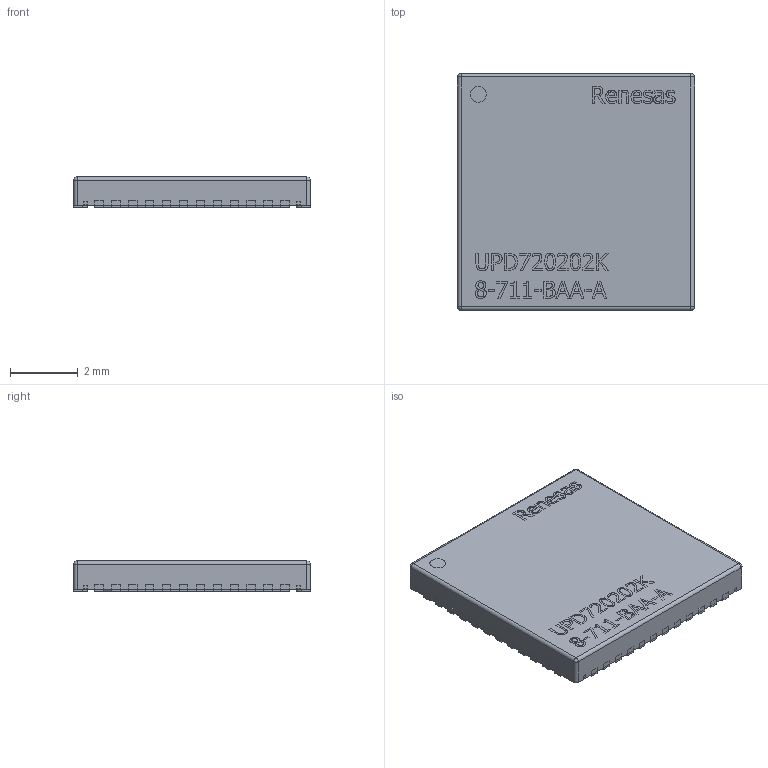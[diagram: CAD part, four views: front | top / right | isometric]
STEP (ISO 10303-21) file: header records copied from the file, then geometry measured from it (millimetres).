
FILE_DESCRIPTION( ( '' ), ' ' );
FILE_NAME( '5bf2dd0939738a14d82acbb1.step', '2018-11-19T15:55:54', ( '' ), ( '' ), ' ', ' ', ' ' );
FILE_SCHEMA( ( 'AUTOMOTIVE_DESIGN { 1 0 10303 214 1 1 1 1 }' ) );
Length unit declared in the file: metre
Products named in the file (82): Open CASCADE STEP translator 6.8 3; Open CASCADE STEP translator 6.8 2; Open CASCADE STEP translator 6.8 1
Bounding box: 7.02 x 7.02 x 0.91 mm (x, y, z)
Surface area: 221.2 mm2
Topology: 82 solids, 82 shells, 790 faces, 1866 edges, 1240 vertices
Faces by surface type: plane 527, extrusion 181, cylinder 76, sphere 4, bspline 2
Full cylindrical faces by diameter (mm): 0.472 x1
Entity records: 40682 total; most frequent: CARTESIAN_POINT 6599, ORIENTED_EDGE 3730, DIRECTION 3173, STYLED_ITEM 2655, PRESENTATION_STYLE_ASSIGNMENT 2655, COLOUR_RGB 2655, EDGE_CURVE 1865, CURVE_STYLE 1865
